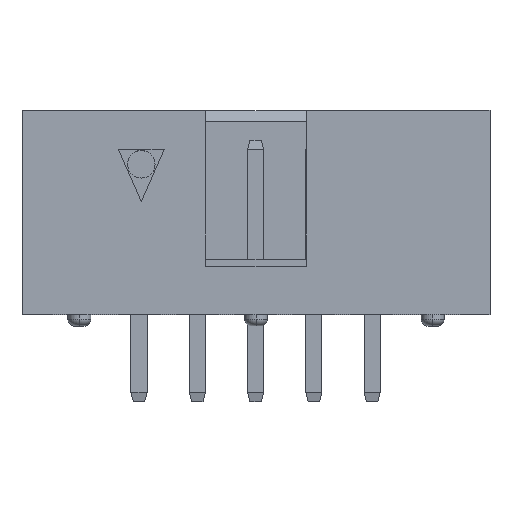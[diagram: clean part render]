
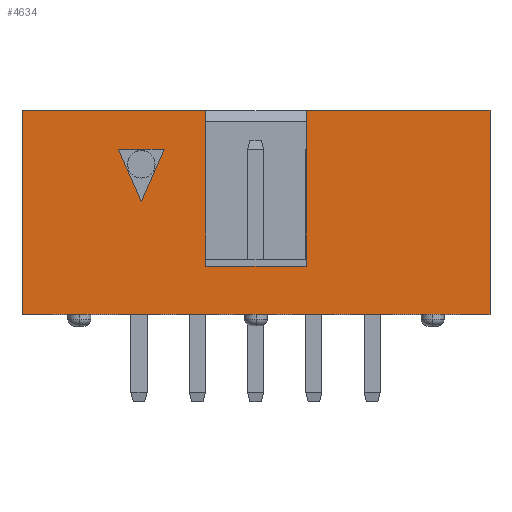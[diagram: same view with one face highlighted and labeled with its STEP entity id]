
A CAD part, top view. The second image highlights one B-rep face of the part: STEP entity #4634.
In plain terms, the highlighted planar face has unit normal (0, 0, 1).
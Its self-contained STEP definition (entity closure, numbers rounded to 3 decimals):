
#105 = LINE ( 'NONE', #1297, #4733 ) ;
#117 = EDGE_CURVE ( 'NONE', #3214, #3343, #2668, .T. ) ;
#244 = LINE ( 'NONE', #3961, #2517 ) ;
#318 = DIRECTION ( 'NONE',  ( 0., 0., -1. ) ) ;
#407 = EDGE_CURVE ( 'NONE', #5912, #3854, #5393, .T. ) ;
#534 = VECTOR ( 'NONE', #5701, 1000. ) ;
#549 = VECTOR ( 'NONE', #3948, 1000. ) ;
#592 = VECTOR ( 'NONE', #3977, 1000. ) ;
#716 = DIRECTION ( 'NONE',  ( 1., 0., 0. ) ) ;
#747 = DIRECTION ( 'NONE',  ( 0.399, -0.917, 0. ) ) ;
#788 = VERTEX_POINT ( 'NONE', #1572 ) ;
#789 = EDGE_CURVE ( 'NONE', #1640, #3905, #244, .T. ) ;
#810 = DIRECTION ( 'NONE',  ( -1., 0., 0. ) ) ;
#937 = EDGE_LOOP ( 'NONE', ( #3911, #4321, #1324, #3613, #3271, #5986, #5134, #4490 ) ) ;
#1100 = LINE ( 'NONE', #4380, #592 ) ;
#1187 = LINE ( 'NONE', #5904, #3878 ) ;
#1270 = CARTESIAN_POINT ( 'NONE',  ( 12.4, 2.1, 0. ) ) ;
#1297 = CARTESIAN_POINT ( 'NONE',  ( 0., 8.9, 0. ) ) ;
#1324 = ORIENTED_EDGE ( 'NONE', *, *, #1435, .F. ) ;
#1381 = CARTESIAN_POINT ( 'NONE',  ( 0., 0., 0. ) ) ;
#1435 = EDGE_CURVE ( 'NONE', #1640, #3343, #105, .T. ) ;
#1572 = CARTESIAN_POINT ( 'NONE',  ( 5.2, 4.9, 0. ) ) ;
#1581 = CARTESIAN_POINT ( 'NONE',  ( 12.4, 8.9, 0. ) ) ;
#1639 = ORIENTED_EDGE ( 'NONE', *, *, #4069, .F. ) ;
#1640 = VERTEX_POINT ( 'NONE', #4414 ) ;
#1730 = CARTESIAN_POINT ( 'NONE',  ( 0., 0., 0. ) ) ;
#1822 = LINE ( 'NONE', #1730, #4917 ) ;
#1942 = VERTEX_POINT ( 'NONE', #3661 ) ;
#2060 = CARTESIAN_POINT ( 'NONE',  ( 0., 8.9, 0. ) ) ;
#2152 = CARTESIAN_POINT ( 'NONE',  ( 8., 2.1, 0. ) ) ;
#2158 = DIRECTION ( 'NONE',  ( -1., 0., 0. ) ) ;
#2167 = ORIENTED_EDGE ( 'NONE', *, *, #4716, .F. ) ;
#2203 = CARTESIAN_POINT ( 'NONE',  ( 8., 8.9, 0. ) ) ;
#2215 = LINE ( 'NONE', #3892, #534 ) ;
#2218 = EDGE_CURVE ( 'NONE', #3214, #5561, #4075, .T. ) ;
#2517 = VECTOR ( 'NONE', #4930, 1000. ) ;
#2518 = CARTESIAN_POINT ( 'NONE',  ( 8., 2.1, 0. ) ) ;
#2566 = PLANE ( 'NONE',  #4478 ) ;
#2668 = LINE ( 'NONE', #2152, #549 ) ;
#3050 = EDGE_LOOP ( 'NONE', ( #5407, #1639, #2167 ) ) ;
#3106 = EDGE_CURVE ( 'NONE', #5561, #5912, #1100, .T. ) ;
#3214 = VERTEX_POINT ( 'NONE', #5787 ) ;
#3271 = ORIENTED_EDGE ( 'NONE', *, *, #5312, .T. ) ;
#3296 = LINE ( 'NONE', #5399, #4658 ) ;
#3343 = VERTEX_POINT ( 'NONE', #2203 ) ;
#3358 = EDGE_CURVE ( 'NONE', #1942, #5865, #1187, .T. ) ;
#3485 = CARTESIAN_POINT ( 'NONE',  ( 4.2, 7.2, 0. ) ) ;
#3613 = ORIENTED_EDGE ( 'NONE', *, *, #789, .T. ) ;
#3647 = DIRECTION ( 'NONE',  ( 1., 0., 0. ) ) ;
#3661 = CARTESIAN_POINT ( 'NONE',  ( 6.2, 7.2, 0. ) ) ;
#3733 = CARTESIAN_POINT ( 'NONE',  ( 20.4, 8.9, 0. ) ) ;
#3742 = VECTOR ( 'NONE', #5315, 1000. ) ;
#3854 = VERTEX_POINT ( 'NONE', #3733 ) ;
#3878 = VECTOR ( 'NONE', #810, 1000. ) ;
#3892 = CARTESIAN_POINT ( 'NONE',  ( 6.2, 7.2, 0. ) ) ;
#3905 = VERTEX_POINT ( 'NONE', #1381 ) ;
#3911 = ORIENTED_EDGE ( 'NONE', *, *, #2218, .F. ) ;
#3936 = FACE_BOUND ( 'NONE', #3050, .T. ) ;
#3948 = DIRECTION ( 'NONE',  ( 0., 1., 0. ) ) ;
#3961 = CARTESIAN_POINT ( 'NONE',  ( 0., 8.9, 0. ) ) ;
#3977 = DIRECTION ( 'NONE',  ( 0., 1., 0. ) ) ;
#4069 = EDGE_CURVE ( 'NONE', #788, #1942, #2215, .T. ) ;
#4075 = LINE ( 'NONE', #2518, #4150 ) ;
#4150 = VECTOR ( 'NONE', #5709, 1000. ) ;
#4214 = VECTOR ( 'NONE', #4897, 1000. ) ;
#4321 = ORIENTED_EDGE ( 'NONE', *, *, #117, .T. ) ;
#4380 = CARTESIAN_POINT ( 'NONE',  ( 12.4, 2.1, 0. ) ) ;
#4389 = CARTESIAN_POINT ( 'NONE',  ( 20.4, 0., 0. ) ) ;
#4414 = CARTESIAN_POINT ( 'NONE',  ( 0., 8.9, 0. ) ) ;
#4478 = AXIS2_PLACEMENT_3D ( 'NONE', #5782, #318, #2158 ) ;
#4490 = ORIENTED_EDGE ( 'NONE', *, *, #3106, .F. ) ;
#4634 = ADVANCED_FACE ( 'NONE', ( #5232, #3936 ), #2566, .F. ) ;
#4658 = VECTOR ( 'NONE', #747, 1000. ) ;
#4708 = LINE ( 'NONE', #5431, #4214 ) ;
#4716 = EDGE_CURVE ( 'NONE', #5865, #788, #3296, .T. ) ;
#4733 = VECTOR ( 'NONE', #3647, 1000. ) ;
#4897 = DIRECTION ( 'NONE',  ( 0., -1., 0. ) ) ;
#4917 = VECTOR ( 'NONE', #716, 1000. ) ;
#4930 = DIRECTION ( 'NONE',  ( 0., -1., 0. ) ) ;
#5134 = ORIENTED_EDGE ( 'NONE', *, *, #407, .F. ) ;
#5232 = FACE_OUTER_BOUND ( 'NONE', #937, .T. ) ;
#5312 = EDGE_CURVE ( 'NONE', #3905, #5870, #1822, .T. ) ;
#5315 = DIRECTION ( 'NONE',  ( 1., 0., 0. ) ) ;
#5393 = LINE ( 'NONE', #2060, #3742 ) ;
#5399 = CARTESIAN_POINT ( 'NONE',  ( 5.2, 4.9, 0. ) ) ;
#5407 = ORIENTED_EDGE ( 'NONE', *, *, #3358, .F. ) ;
#5431 = CARTESIAN_POINT ( 'NONE',  ( 20.4, 8.9, 0. ) ) ;
#5561 = VERTEX_POINT ( 'NONE', #1270 ) ;
#5701 = DIRECTION ( 'NONE',  ( 0.399, 0.917, 0. ) ) ;
#5709 = DIRECTION ( 'NONE',  ( 1., 0., 0. ) ) ;
#5782 = CARTESIAN_POINT ( 'NONE',  ( 0., 8.9, 0. ) ) ;
#5787 = CARTESIAN_POINT ( 'NONE',  ( 8., 2.1, 0. ) ) ;
#5865 = VERTEX_POINT ( 'NONE', #3485 ) ;
#5870 = VERTEX_POINT ( 'NONE', #4389 ) ;
#5904 = CARTESIAN_POINT ( 'NONE',  ( 6.2, 7.2, 0. ) ) ;
#5912 = VERTEX_POINT ( 'NONE', #1581 ) ;
#5966 = EDGE_CURVE ( 'NONE', #3854, #5870, #4708, .T. ) ;
#5986 = ORIENTED_EDGE ( 'NONE', *, *, #5966, .F. ) ;
